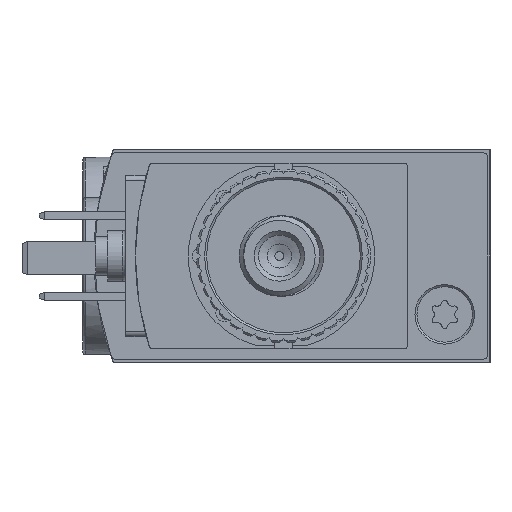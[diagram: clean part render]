
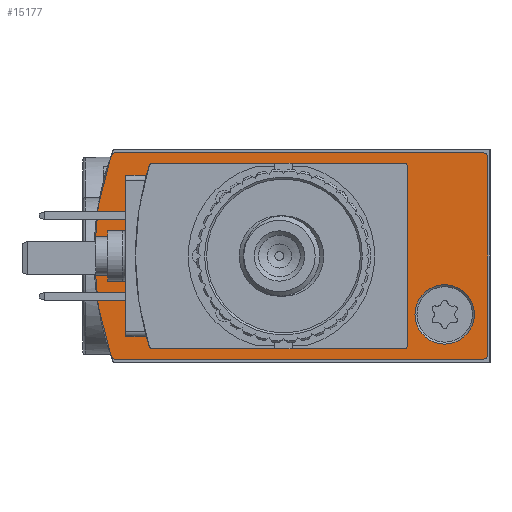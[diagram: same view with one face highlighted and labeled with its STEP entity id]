
A CAD part, left-side view. The second image highlights one B-rep face of the part: STEP entity #15177.
In plain terms, the highlighted planar face has unit normal (-1, 0, 0).
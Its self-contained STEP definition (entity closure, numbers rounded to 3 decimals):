
#1139=LINE('',#25605,#2608);
#1144=LINE('',#25622,#2613);
#1148=LINE('',#25634,#2617);
#2608=VECTOR('',#21036,1000.);
#2613=VECTOR('',#21051,1000.);
#2617=VECTOR('',#21063,1000.);
#5153=ORIENTED_EDGE('',*,*,#8723,.F.);
#5154=ORIENTED_EDGE('',*,*,#8724,.T.);
#5155=ORIENTED_EDGE('',*,*,#8725,.T.);
#5156=ORIENTED_EDGE('',*,*,#8700,.F.);
#5157=ORIENTED_EDGE('',*,*,#8719,.F.);
#5158=ORIENTED_EDGE('',*,*,#8676,.F.);
#5159=ORIENTED_EDGE('',*,*,#8717,.F.);
#5160=ORIENTED_EDGE('',*,*,#8714,.F.);
#5161=ORIENTED_EDGE('',*,*,#8711,.F.);
#5162=ORIENTED_EDGE('',*,*,#8708,.F.);
#5163=ORIENTED_EDGE('',*,*,#8704,.F.);
#8676=EDGE_CURVE('',#10628,#10629,#11787,.T.);
#8700=EDGE_CURVE('',#10652,#10653,#1139,.T.);
#8704=EDGE_CURVE('',#10653,#10656,#11796,.T.);
#8708=EDGE_CURVE('',#10656,#10659,#1144,.T.);
#8711=EDGE_CURVE('',#10659,#10661,#11799,.T.);
#8714=EDGE_CURVE('',#10661,#10663,#1148,.T.);
#8717=EDGE_CURVE('',#10663,#10628,#11801,.T.);
#8719=EDGE_CURVE('',#10629,#10652,#11803,.T.);
#8723=EDGE_CURVE('',#10667,#10667,#11807,.F.);
#8724=EDGE_CURVE('',#10668,#10668,#11808,.T.);
#8725=EDGE_CURVE('',#10669,#10669,#11809,.T.);
#10628=VERTEX_POINT('',#25548);
#10629=VERTEX_POINT('',#25549);
#10652=VERTEX_POINT('',#25606);
#10653=VERTEX_POINT('',#25607);
#10656=VERTEX_POINT('',#25615);
#10659=VERTEX_POINT('',#25623);
#10661=VERTEX_POINT('',#25629);
#10663=VERTEX_POINT('',#25635);
#10667=VERTEX_POINT('',#25652);
#10668=VERTEX_POINT('',#25654);
#10669=VERTEX_POINT('',#25656);
#11787=CIRCLE('',#18386,30.);
#11796=CIRCLE('',#18397,0.5);
#11799=CIRCLE('',#18402,0.5);
#11801=CIRCLE('',#18406,0.5);
#11803=CIRCLE('',#18409,0.5);
#11807=CIRCLE('',#18415,5.);
#11808=CIRCLE('',#18416,2.95);
#11809=CIRCLE('',#18417,2.95);
#12598=EDGE_LOOP('',(#5153));
#12599=EDGE_LOOP('',(#5154));
#12600=EDGE_LOOP('',(#5155));
#12601=EDGE_LOOP('',(#5156,#5157,#5158,#5159,#5160,#5161,#5162,#5163));
#13672=FACE_BOUND('',#12598,.T.);
#13673=FACE_BOUND('',#12599,.T.);
#13674=FACE_BOUND('',#12600,.T.);
#13675=FACE_BOUND('',#12601,.T.);
#14531=PLANE('',#18414);
#15177=ADVANCED_FACE('',(#13672,#13673,#13674,#13675),#14531,.F.);
#18386=AXIS2_PLACEMENT_3D('',#25547,#21004,#21005);
#18397=AXIS2_PLACEMENT_3D('',#25614,#21042,#21043);
#18402=AXIS2_PLACEMENT_3D('',#25628,#21056,#21057);
#18406=AXIS2_PLACEMENT_3D('',#25640,#21068,#21069);
#18409=AXIS2_PLACEMENT_3D('',#25643,#21074,#21075);
#18414=AXIS2_PLACEMENT_3D('',#25650,#21084,#21085);
#18415=AXIS2_PLACEMENT_3D('',#25651,#21086,#21087);
#18416=AXIS2_PLACEMENT_3D('',#25653,#21088,#21089);
#18417=AXIS2_PLACEMENT_3D('',#25655,#21090,#21091);
#21004=DIRECTION('',(1.,0.,0.));
#21005=DIRECTION('',(0.,0.,-1.));
#21036=DIRECTION('',(0.,-1.,0.));
#21042=DIRECTION('',(1.,0.,0.));
#21043=DIRECTION('',(0.,0.,-1.));
#21051=DIRECTION('',(0.,0.,-1.));
#21056=DIRECTION('',(1.,0.,0.));
#21057=DIRECTION('',(0.,0.,-1.));
#21063=DIRECTION('',(0.,1.,0.));
#21068=DIRECTION('',(1.,0.,0.));
#21069=DIRECTION('',(0.,0.,-1.));
#21074=DIRECTION('',(1.,0.,0.));
#21075=DIRECTION('',(0.,0.,-1.));
#21084=DIRECTION('',(1.,0.,0.));
#21085=DIRECTION('',(0.,0.,-1.));
#21086=DIRECTION('',(1.,0.,0.));
#21087=DIRECTION('',(0.,0.,-1.));
#21088=DIRECTION('',(1.,0.,0.));
#21089=DIRECTION('',(0.,0.,-1.));
#21090=DIRECTION('',(1.,0.,0.));
#21091=DIRECTION('',(0.,0.,-1.));
#25547=CARTESIAN_POINT('',(0.,9.3,0.));
#25548=CARTESIAN_POINT('',(0.,37.614,-9.915));
#25549=CARTESIAN_POINT('',(0.,37.614,9.915));
#25605=CARTESIAN_POINT('',(0.,37.142,10.25));
#25606=CARTESIAN_POINT('',(0.,37.142,10.25));
#25607=CARTESIAN_POINT('',(0.,0.7,10.25));
#25614=CARTESIAN_POINT('',(0.,0.7,9.75));
#25615=CARTESIAN_POINT('',(0.,0.2,9.75));
#25622=CARTESIAN_POINT('',(0.,0.2,9.75));
#25623=CARTESIAN_POINT('',(0.,0.2,-9.75));
#25628=CARTESIAN_POINT('',(0.,0.7,-9.75));
#25629=CARTESIAN_POINT('',(0.,0.7,-10.25));
#25634=CARTESIAN_POINT('',(0.,0.7,-10.25));
#25635=CARTESIAN_POINT('',(0.,37.142,-10.25));
#25640=CARTESIAN_POINT('',(0.,37.142,-9.75));
#25643=CARTESIAN_POINT('',(0.,37.142,9.75));
#25650=CARTESIAN_POINT('',(0.,0.7,9.75));
#25651=CARTESIAN_POINT('',(0.,20.9,0.));
#25652=CARTESIAN_POINT('',(0.,20.9,-5.));
#25653=CARTESIAN_POINT('',(0.,31.7,5.8));
#25654=CARTESIAN_POINT('',(0.,31.7,2.85));
#25655=CARTESIAN_POINT('',(0.,4.5,-5.8));
#25656=CARTESIAN_POINT('',(0.,4.5,-8.75));
